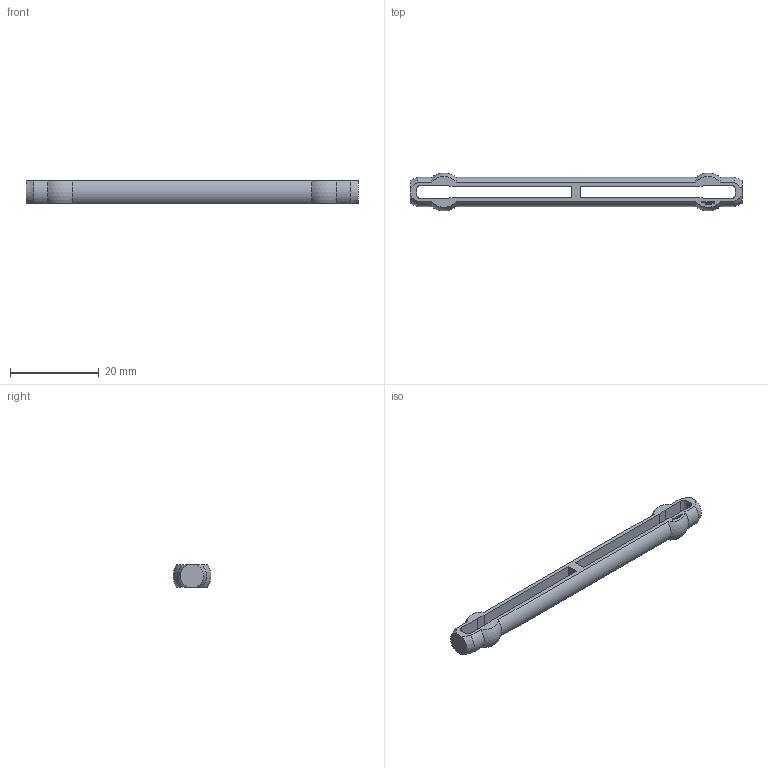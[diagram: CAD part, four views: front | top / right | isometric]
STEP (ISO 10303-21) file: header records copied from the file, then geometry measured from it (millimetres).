
FILE_DESCRIPTION(('FreeCAD Model'),'2;1');
FILE_NAME('Open CASCADE Shape Model','2022-07-07T23:32:09',(''),(''), 'Open CASCADE STEP processor 7.5','FreeCAD','Unknown');
FILE_SCHEMA(('AUTOMOTIVE_DESIGN { 1 0 10303 214 1 1 1 1 }'));
Length unit declared in the file: millimetre
Products named in the file (1): Pin SPP INR BU06.00 - SPN-PIN-0089 (stemfie.org)
Bounding box: 75 x 8.54 x 5 mm (x, y, z)
Volume: 1347.2 mm3; surface area: 1957.8 mm2
Topology: 1 solids, 1 shells, 509 faces, 1428 edges, 952 vertices
Faces by surface type: plane 334, bspline 157, cylinder 10, sphere 4, cone 4
Entity records: 36924 total; most frequent: CARTESIAN_POINT 10473, DIRECTION 4036, LINE 3258, VECTOR 3258, ORIENTED_EDGE 2856, PCURVE 2856, DEFINITIONAL_REPRESENTATION 2856, EDGE_CURVE 1428
